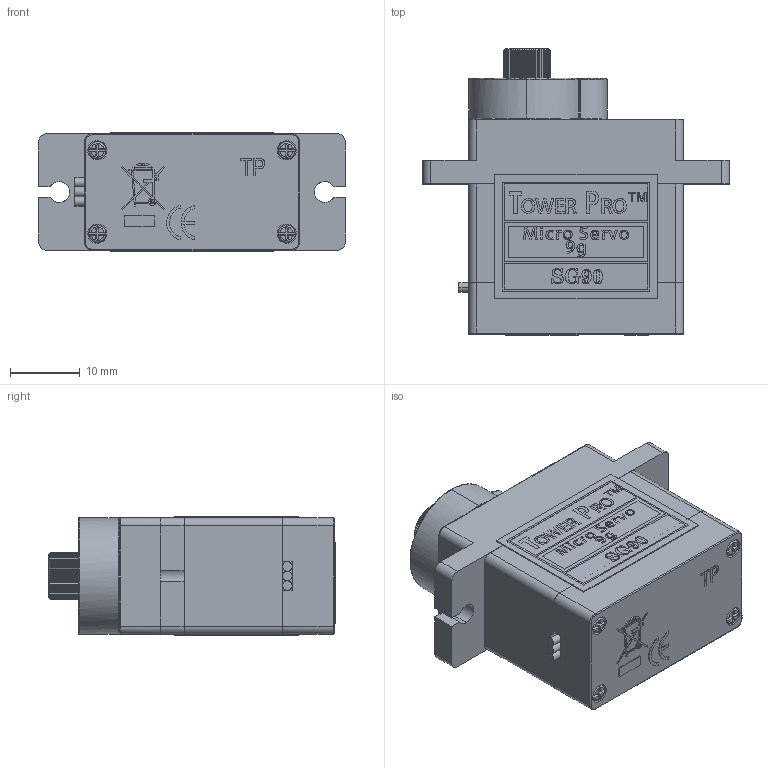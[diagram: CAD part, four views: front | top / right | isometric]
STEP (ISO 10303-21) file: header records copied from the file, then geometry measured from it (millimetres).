
FILE_DESCRIPTION(('FreeCAD Model'),'2;1');
FILE_NAME('Open CASCADE Shape Model','2025-04-17T16:42:14',('FreeCAD'),( 'FreeCAD'),'Open CASCADE STEP processor 7.6','FreeCAD','Unknown');
FILE_SCHEMA(('AUTOMOTIVE_DESIGN { 1 0 10303 214 1 1 1 1 }'));
Length unit declared in the file: millimetre
Products named in the file (1): Open CASCADE STEP translator 7.6 1
Bounding box: 43.83 x 40.89 x 16.93 mm (x, y, z)
Volume: 17935.3 mm3; surface area: 9208.4 mm2
Topology: 13 solids, 13 shells, 643 faces, 2244 edges, 1737 vertices
Faces by surface type: bspline 643
Entity records: 29938 total; most frequent: CARTESIAN_POINT 16953, ORIENTED_EDGE 4484, EDGE_CURVE 2242, B_SPLINE_CURVE_WITH_KNOTS 1868, VERTEX_POINT 1737, FACE_BOUND 757, EDGE_LOOP 757, ADVANCED_FACE 643
